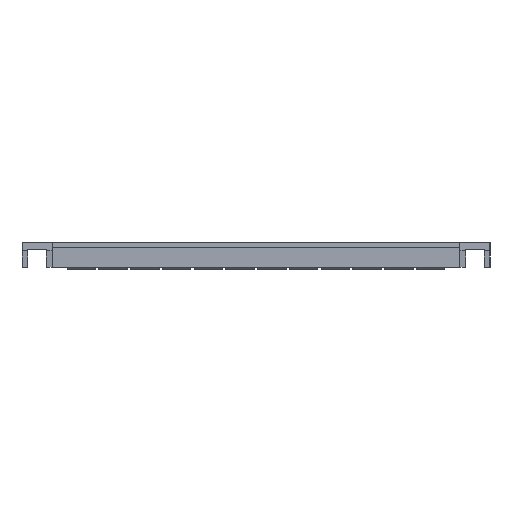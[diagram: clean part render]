
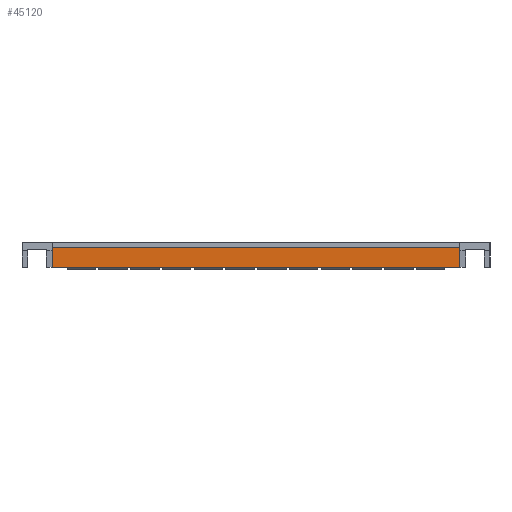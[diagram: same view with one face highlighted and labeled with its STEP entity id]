
A CAD part, left-side view. The second image highlights one B-rep face of the part: STEP entity #45120.
In plain terms, the highlighted face is planar.
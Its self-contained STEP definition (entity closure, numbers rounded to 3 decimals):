
#8950=CARTESIAN_POINT('',(-217.091,0.,-3.75));
#8960=DIRECTION('',(-0.017,1.,0.));
#8970=VECTOR('',#8960,1.);
#8980=LINE('',#8950,#8970);
#8990=CARTESIAN_POINT('',(-217.001,-5.189,
-3.75));
#9000=VERTEX_POINT('',#8990);
#9010=CARTESIAN_POINT('',(-217.057,-1.939,
-3.75));
#9020=VERTEX_POINT('',#9010);
#9030=EDGE_CURVE('',#9000,#9020,#8980,.T.);
#11150=CARTESIAN_POINT('',(-217.057,-1.939,0.));
#11160=DIRECTION('',(0.,0.,1.));
#11170=VECTOR('',#11160,1.);
#11180=LINE('',#11150,#11170);
#11190=CARTESIAN_POINT('',(-217.057,-1.939,
62.35));
#11200=VERTEX_POINT('',#11190);
#11210=EDGE_CURVE('',#9020,#11200,#11180,.T.);
#14010=CARTESIAN_POINT('',(-217.001,-5.189,
62.35));
#14020=VERTEX_POINT('',#14010);
#14050=CARTESIAN_POINT('',(-217.091,0.,62.35));
#14060=DIRECTION('',(0.017,-1.,0.));
#14070=VECTOR('',#14060,1.);
#14080=LINE('',#14050,#14070);
#14090=EDGE_CURVE('',#11200,#14020,#14080,.T.);
#44960=CARTESIAN_POINT('',(-217.066,-1.456,
53.78));
#44970=DIRECTION('',(-1.,-0.017,
0.));
#44980=DIRECTION('',(0.017,-1.,
0.));
#44990=AXIS2_PLACEMENT_3D('',#44960,#44970,#44980);
#45000=PLANE('',#44990);
#45010=ORIENTED_EDGE('',*,*,#11210,.F.);
#45020=ORIENTED_EDGE('',*,*,#14090,.F.);
#45030=CARTESIAN_POINT('',(-217.001,-5.189,0.));
#45040=DIRECTION('',(0.,0.,1.));
#45050=VECTOR('',#45040,1.);
#45060=LINE('',#45030,#45050);
#45070=EDGE_CURVE('',#9000,#14020,#45060,.T.);
#45080=ORIENTED_EDGE('',*,*,#45070,.T.);
#45090=ORIENTED_EDGE('',*,*,#9030,.F.);
#45100=EDGE_LOOP('',(#45090,#45080,#45020,#45010));
#45110=FACE_OUTER_BOUND('',#45100,.T.);
#45120=ADVANCED_FACE('',(#45110),#45000,.T.);
